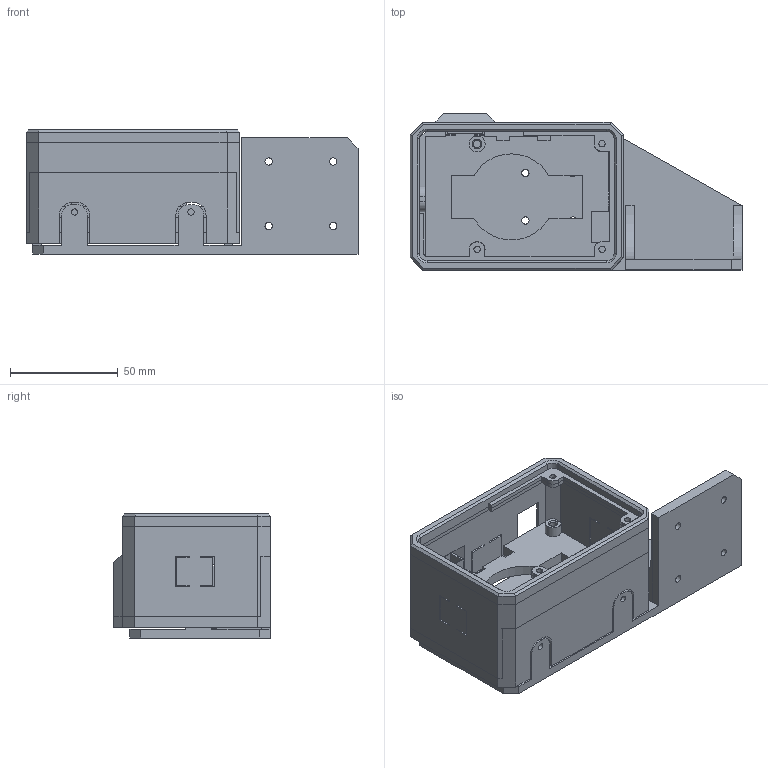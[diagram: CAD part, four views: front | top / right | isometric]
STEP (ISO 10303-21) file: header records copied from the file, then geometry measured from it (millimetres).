
FILE_DESCRIPTION(/* description */ (''),/* implementation_level */ '2;1');
FILE_NAME(/* name */ 'PiFinder_DIY_v2_step.step',/* time_stamp */ '2024-11-11T18:29:30-08:00',/* author */ (''),/* organization */ (''),/* preprocessor_version */ 'ST-DEVELOPER v20',/* originating_system */ 'Autodesk Translation Framework v13.20.0.188',/* authorisation */ '');
FILE_SCHEMA (('AUTOMOTIVE_DESIGN { 1 0 10303 214 3 1 1 }'));
Length unit declared in the file: millimetre
Products named in the file (1): PiFinder_DIY_v2
Bounding box: 154.03 x 72.74 x 57.6 mm (x, y, z)
Volume: 117462.3 mm3; surface area: 103578.3 mm2
Topology: 5 solids, 5 shells, 418 faces, 1171 edges, 774 vertices
Faces by surface type: plane 341, cylinder 69, cone 8
Full cylindrical faces by diameter (mm): 2.9 x13, 3.3 x4, 3.4 x12, 7.4 x1
Entity records: 13456 total; most frequent: CARTESIAN_POINT 2364, ORIENTED_EDGE 2342, DIRECTION 2156, EDGE_CURVE 1171, LINE 1024, VECTOR 1024, VERTEX_POINT 774, AXIS2_PLACEMENT_3D 566
